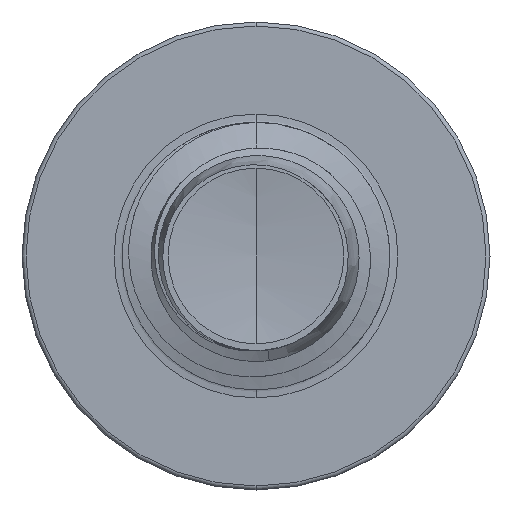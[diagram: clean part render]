
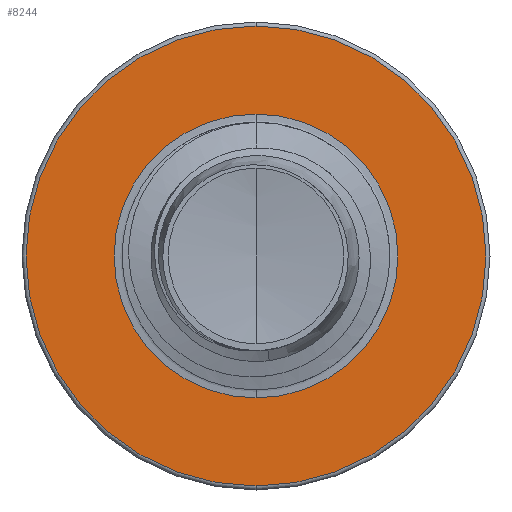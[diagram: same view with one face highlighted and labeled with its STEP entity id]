
A CAD part, front view. The second image highlights one B-rep face of the part: STEP entity #8244.
In plain terms, the highlighted planar face has unit normal (0, -1, 0).
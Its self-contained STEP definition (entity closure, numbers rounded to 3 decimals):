
#23 = CIRCLE ( 'NONE', #1001, 3.186 ) ;
#84 = VERTEX_POINT ( 'NONE', #2401 ) ;
#404 = CIRCLE ( 'NONE', #978, 5.16 ) ;
#652 = DIRECTION ( 'NONE',  ( 0., 0., 1. ) ) ;
#837 = DIRECTION ( 'NONE',  ( 0., 1., 0. ) ) ;
#920 = ORIENTED_EDGE ( 'NONE', *, *, #8495, .F. ) ;
#978 = AXIS2_PLACEMENT_3D ( 'NONE', #4925, #11538, #5936 ) ;
#1001 = AXIS2_PLACEMENT_3D ( 'NONE', #8837, #2848, #9734 ) ;
#1141 = CIRCLE ( 'NONE', #1649, 5.16 ) ;
#1221 = EDGE_LOOP ( 'NONE', ( #920, #1274 ) ) ;
#1274 = ORIENTED_EDGE ( 'NONE', *, *, #8651, .F. ) ;
#1509 = ORIENTED_EDGE ( 'NONE', *, *, #8649, .T. ) ;
#1649 = AXIS2_PLACEMENT_3D ( 'NONE', #6953, #837, #7925 ) ;
#1791 = AXIS2_PLACEMENT_3D ( 'NONE', #7812, #9705, #3829 ) ;
#2160 = ORIENTED_EDGE ( 'NONE', *, *, #6156, .T. ) ;
#2401 = CARTESIAN_POINT ( 'NONE',  ( 0., 6., 3.186 ) ) ;
#2746 = FACE_BOUND ( 'NONE', #5999, .T. ) ;
#2848 = DIRECTION ( 'NONE',  ( 0., 1., 0. ) ) ;
#3829 = DIRECTION ( 'NONE',  ( 0., 0., 1. ) ) ;
#4208 = CARTESIAN_POINT ( 'NONE',  ( 0., 6., -3.186 ) ) ;
#4925 = CARTESIAN_POINT ( 'NONE',  ( 0., 6., 0. ) ) ;
#5476 = CARTESIAN_POINT ( 'NONE',  ( 0., 6., 5.16 ) ) ;
#5936 = DIRECTION ( 'NONE',  ( 0., 0., 1. ) ) ;
#5999 = EDGE_LOOP ( 'NONE', ( #1509, #2160 ) ) ;
#6156 = EDGE_CURVE ( 'NONE', #8616, #84, #12260, .T. ) ;
#6445 = AXIS2_PLACEMENT_3D ( 'NONE', #12321, #6798, #652 ) ;
#6798 = DIRECTION ( 'NONE',  ( 0., 1., 0. ) ) ;
#6953 = CARTESIAN_POINT ( 'NONE',  ( 0., 6., 0. ) ) ;
#7354 = VERTEX_POINT ( 'NONE', #5476 ) ;
#7812 = CARTESIAN_POINT ( 'NONE',  ( 0., 6., -3.186 ) ) ;
#7925 = DIRECTION ( 'NONE',  ( 0., 0., 1. ) ) ;
#8082 = FACE_OUTER_BOUND ( 'NONE', #1221, .T. ) ;
#8244 = ADVANCED_FACE ( 'NONE', ( #8082, #2746 ), #9480, .F. ) ;
#8495 = EDGE_CURVE ( 'NONE', #7354, #8815, #1141, .T. ) ;
#8616 = VERTEX_POINT ( 'NONE', #4208 ) ;
#8649 = EDGE_CURVE ( 'NONE', #84, #8616, #23, .T. ) ;
#8651 = EDGE_CURVE ( 'NONE', #8815, #7354, #404, .T. ) ;
#8815 = VERTEX_POINT ( 'NONE', #11752 ) ;
#8837 = CARTESIAN_POINT ( 'NONE',  ( 0., 6., 0. ) ) ;
#9480 = PLANE ( 'NONE',  #1791 ) ;
#9705 = DIRECTION ( 'NONE',  ( 0., 1., 0. ) ) ;
#9734 = DIRECTION ( 'NONE',  ( 0., 0., 1. ) ) ;
#11538 = DIRECTION ( 'NONE',  ( 0., 1., 0. ) ) ;
#11752 = CARTESIAN_POINT ( 'NONE',  ( 0., 6., -5.16 ) ) ;
#12260 = CIRCLE ( 'NONE', #6445, 3.186 ) ;
#12321 = CARTESIAN_POINT ( 'NONE',  ( 0., 6., 0. ) ) ;
